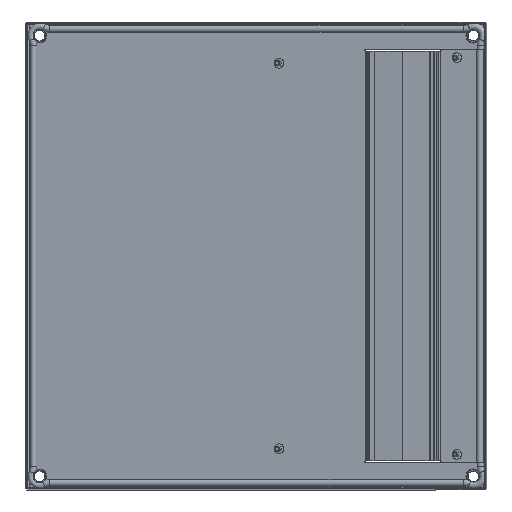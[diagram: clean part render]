
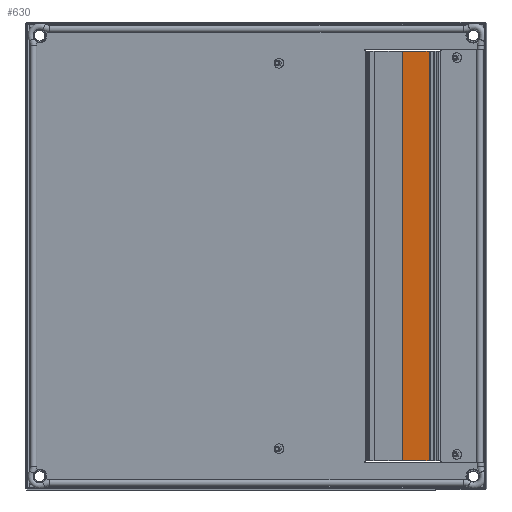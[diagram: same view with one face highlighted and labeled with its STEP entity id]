
A CAD part, front view. The second image highlights one B-rep face of the part: STEP entity #630.
In plain terms, the highlighted face is planar.
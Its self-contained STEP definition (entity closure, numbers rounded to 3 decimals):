
#102 = AXIS2_PLACEMENT_3D ( 'NONE', #694, #2001, #657 ) ;
#630 = ADVANCED_FACE ( 'NONE', ( #3143 ), #3307, .T. ) ;
#657 = DIRECTION ( 'NONE',  ( -0.999, -0.032, 0. ) ) ;
#673 = EDGE_LOOP ( 'NONE', ( #5151, #5389, #4351, #7789 ) ) ;
#691 = CARTESIAN_POINT ( 'NONE',  ( 37.5, 2., 0. ) ) ;
#694 = CARTESIAN_POINT ( 'NONE',  ( 37.5, 2., -495. ) ) ;
#1391 = VERTEX_POINT ( 'NONE', #3966 ) ;
#1545 = VERTEX_POINT ( 'NONE', #2892 ) ;
#1895 = EDGE_CURVE ( 'NONE', #1391, #5075, #7281, .T. ) ;
#2001 = DIRECTION ( 'NONE',  ( -0.032, 0.999, 0. ) ) ;
#2302 = EDGE_CURVE ( 'NONE', #7346, #1391, #6544, .T. ) ;
#2325 = VECTOR ( 'NONE', #8013, 1000. ) ;
#2892 = CARTESIAN_POINT ( 'NONE',  ( 37.5, 2., 0. ) ) ;
#3143 = FACE_OUTER_BOUND ( 'NONE', #673, .T. ) ;
#3307 = PLANE ( 'NONE',  #102 ) ;
#3764 = CARTESIAN_POINT ( 'NONE',  ( 37.5, 2., -495. ) ) ;
#3966 = CARTESIAN_POINT ( 'NONE',  ( 3.5, 0.9, -495. ) ) ;
#3994 = VECTOR ( 'NONE', #4355, 1000. ) ;
#4176 = VECTOR ( 'NONE', #4569, 1000. ) ;
#4200 = LINE ( 'NONE', #5732, #3994 ) ;
#4351 = ORIENTED_EDGE ( 'NONE', *, *, #2302, .T. ) ;
#4355 = DIRECTION ( 'NONE',  ( 0., 0., 1. ) ) ;
#4569 = DIRECTION ( 'NONE',  ( 0., 0., 1. ) ) ;
#4712 = LINE ( 'NONE', #691, #2325 ) ;
#5075 = VERTEX_POINT ( 'NONE', #7438 ) ;
#5151 = ORIENTED_EDGE ( 'NONE', *, *, #6900, .F. ) ;
#5389 = ORIENTED_EDGE ( 'NONE', *, *, #5773, .F. ) ;
#5622 = CARTESIAN_POINT ( 'NONE',  ( 37.5, 2., -495. ) ) ;
#5732 = CARTESIAN_POINT ( 'NONE',  ( 37.5, 2., -495. ) ) ;
#5773 = EDGE_CURVE ( 'NONE', #7346, #1545, #4200, .T. ) ;
#6346 = DIRECTION ( 'NONE',  ( -0.999, -0.032, 0. ) ) ;
#6544 = LINE ( 'NONE', #5622, #8089 ) ;
#6900 = EDGE_CURVE ( 'NONE', #1545, #5075, #4712, .T. ) ;
#7281 = LINE ( 'NONE', #7830, #4176 ) ;
#7346 = VERTEX_POINT ( 'NONE', #3764 ) ;
#7438 = CARTESIAN_POINT ( 'NONE',  ( 3.5, 0.9, 0. ) ) ;
#7789 = ORIENTED_EDGE ( 'NONE', *, *, #1895, .T. ) ;
#7830 = CARTESIAN_POINT ( 'NONE',  ( 3.5, 0.9, -495. ) ) ;
#8013 = DIRECTION ( 'NONE',  ( -0.999, -0.032, 0. ) ) ;
#8089 = VECTOR ( 'NONE', #6346, 1000. ) ;
